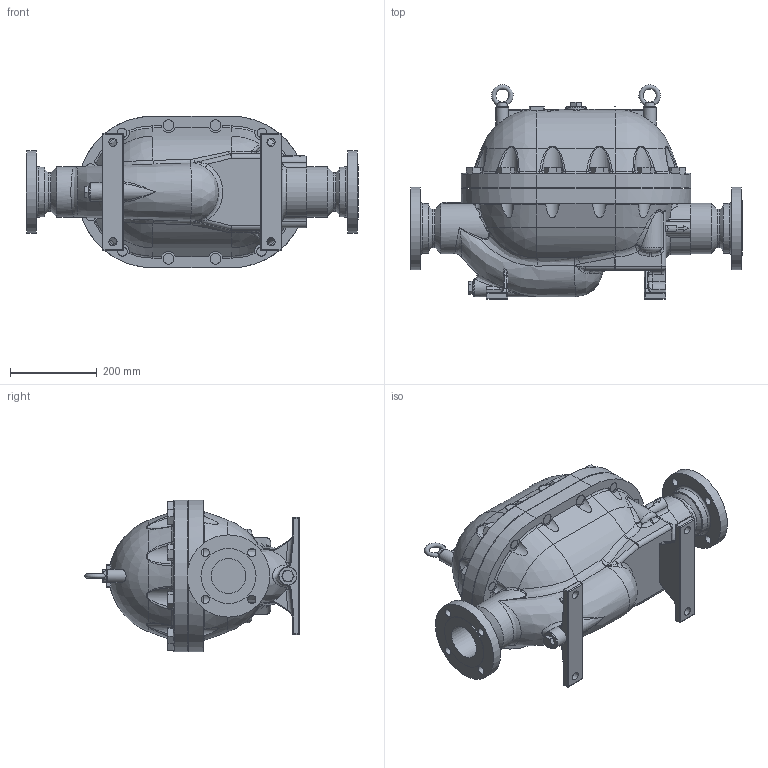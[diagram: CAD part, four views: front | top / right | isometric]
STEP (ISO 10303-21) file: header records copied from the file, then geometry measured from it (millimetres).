
FILE_DESCRIPTION(/* description */ (''),/* implementation_level */ '2;1');
FILE_NAME(/* name */ 'wh14x-080-a0150-00.stp',/* time_stamp */ '2017-11-06T10:07:25+09:00',/* author */ ('nakaot'),/* organization */ (''),/* preprocessor_version */ 'ST-DEVELOPER v15.6',/* originating_system */ 'Autodesk Inventor 2015',/* authorisation */ '');
FILE_SCHEMA (('CONFIG_CONTROL_DESIGN'));
Length unit declared in the file: millimetre
Products named in the file (1): wh14x-080-a0150-00
Bounding box: 766 x 494.48 x 350 mm (x, y, z)
Volume: 41852194.4 mm3; surface area: 1456905.1 mm2
Topology: 3 solids, 5 shells, 871 faces, 2128 edges, 1285 vertices
Faces by surface type: plane 274, cylinder 247, bspline 141, cone 109, torus 64, sphere 36
Full cylindrical faces by diameter (mm): 10.106 x2, 14 x2, 14.2 x2, 19 x12, 22 x14, 25 x16, 30 x2, 40 x1, 48 x1, 80 x4, 89.1 x4, 89.8 x2, 116 x2, 127 x2, 190 x2
Entity records: 32119 total; most frequent: CARTESIAN_POINT 13447, ORIENTED_EDGE 3948, DIRECTION 3675, EDGE_CURVE 1973, AXIS2_PLACEMENT_3D 1556, VERTEX_POINT 1252, EDGE_LOOP 1062, ADVANCED_FACE 871
